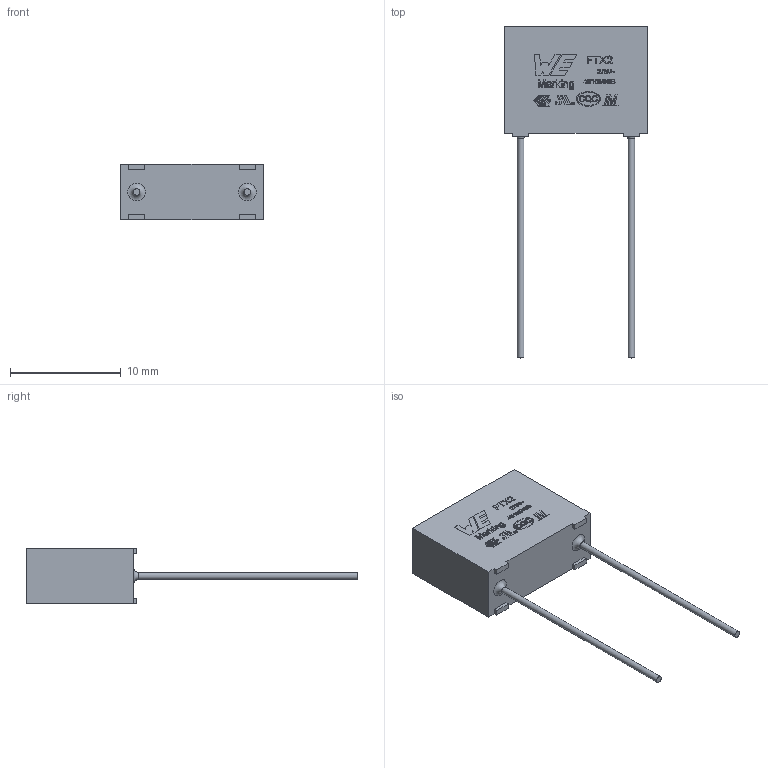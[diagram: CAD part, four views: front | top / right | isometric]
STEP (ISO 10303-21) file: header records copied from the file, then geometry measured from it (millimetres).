
FILE_DESCRIPTION( ( 'Unknown' ), '1' );
FILE_NAME( '10x13x10x5.stp', 'Unknown', ( 'Unknown' ), ( 'Unknown' ), 'PSStep 14.0', 'Unknown', ' ' );
FILE_SCHEMA( ( 'AUTOMOTIVE_DESIGN { 1 0 10303 214 1 1 1 1 }' ) );
Length unit declared in the file: millimetre
Products named in the file (1): 1
Bounding box: 13 x 30 x 5 mm (x, y, z)
Volume: 643.3 mm3; surface area: 560.8 mm2
Topology: 1 solids, 1 shells, 447 faces, 1140 edges, 760 vertices
Faces by surface type: plane 362, extrusion 78, cylinder 5, torus 2
Full cylindrical faces by diameter (mm): 0.6 x2
Entity records: 20459 total; most frequent: CARTESIAN_POINT 6725, ORIENTED_EDGE 2248, DIRECTION 1624, EDGE_CURVE 1124, VECTOR 848, LINE 770, VERTEX_POINT 758, EDGE_LOOP 526
